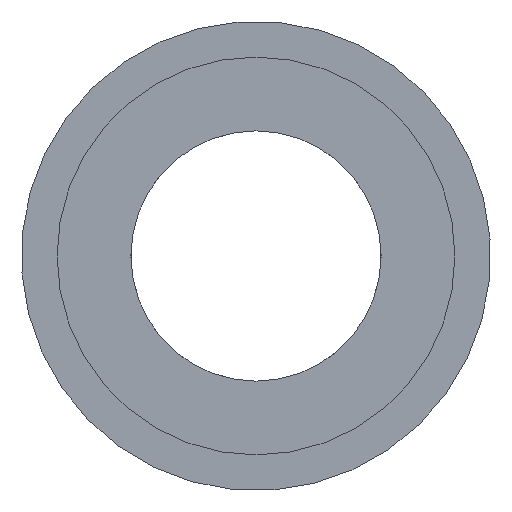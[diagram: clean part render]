
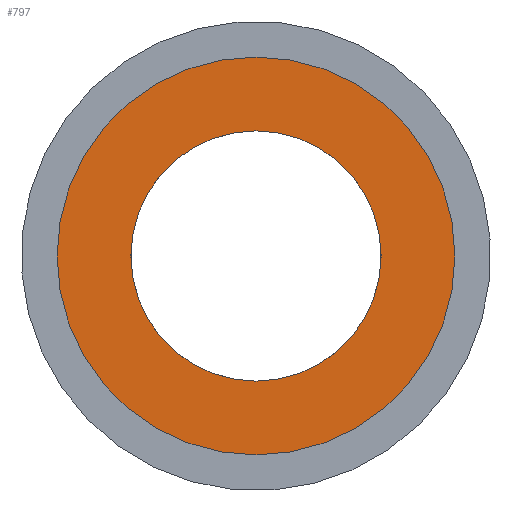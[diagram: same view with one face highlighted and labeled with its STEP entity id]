
A CAD part, front view. The second image highlights one B-rep face of the part: STEP entity #797.
In plain terms, the highlighted planar face has unit normal (0, -1, 0).
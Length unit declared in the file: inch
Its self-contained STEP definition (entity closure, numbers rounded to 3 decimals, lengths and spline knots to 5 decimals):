
#103 = ORIENTED_EDGE ( 'NONE', *, *, #167, .F. ) ;
#167 = EDGE_CURVE ( 'NONE', #1164, #2036, #3348, .T. ) ;
#193 = DIRECTION ( 'NONE',  ( 0., 1., 0. ) ) ;
#194 = EDGE_CURVE ( 'NONE', #2864, #1973, #264, .T. ) ;
#213 = FACE_OUTER_BOUND ( 'NONE', #259, .T. ) ;
#224 = CARTESIAN_POINT ( 'NONE',  ( 0., -0.00316, 0. ) ) ;
#259 = EDGE_LOOP ( 'NONE', ( #103, #2782 ) ) ;
#264 = CIRCLE ( 'NONE', #409, 0.1 ) ;
#284 = CARTESIAN_POINT ( 'NONE',  ( 0., -0.00316, 0. ) ) ;
#289 = DIRECTION ( 'NONE',  ( 0., 0., -1. ) ) ;
#409 = AXIS2_PLACEMENT_3D ( 'NONE', #2562, #2906, #1882 ) ;
#455 = CARTESIAN_POINT ( 'NONE',  ( 0., -0.00316, 0.159 ) ) ;
#539 = DIRECTION ( 'NONE',  ( 0., 0., 1. ) ) ;
#603 = CARTESIAN_POINT ( 'NONE',  ( 0., -0.00316, 0. ) ) ;
#693 = DIRECTION ( 'NONE',  ( 0., 0., 1. ) ) ;
#797 = ADVANCED_FACE ( 'NONE', ( #2475, #213 ), #833, .T. ) ;
#833 = PLANE ( 'NONE',  #2560 ) ;
#859 = DIRECTION ( 'NONE',  ( 0., -1., 0. ) ) ;
#1013 = DIRECTION ( 'NONE',  ( 0., 0., 1. ) ) ;
#1036 = ORIENTED_EDGE ( 'NONE', *, *, #2540, .T. ) ;
#1063 = CARTESIAN_POINT ( 'NONE',  ( 0., -0.00316, -0.1 ) ) ;
#1100 = CARTESIAN_POINT ( 'NONE',  ( 0., -0.00316, -0.159 ) ) ;
#1164 = VERTEX_POINT ( 'NONE', #455 ) ;
#1169 = EDGE_CURVE ( 'NONE', #2036, #1164, #2199, .T. ) ;
#1248 = CARTESIAN_POINT ( 'NONE',  ( 0., -0.00316, 0. ) ) ;
#1295 = CARTESIAN_POINT ( 'NONE',  ( 0., -0.00316, 0.1 ) ) ;
#1433 = AXIS2_PLACEMENT_3D ( 'NONE', #1248, #2084, #1013 ) ;
#1706 = EDGE_LOOP ( 'NONE', ( #2951, #1036 ) ) ;
#1882 = DIRECTION ( 'NONE',  ( 0., 0., 1. ) ) ;
#1973 = VERTEX_POINT ( 'NONE', #1063 ) ;
#2036 = VERTEX_POINT ( 'NONE', #1100 ) ;
#2084 = DIRECTION ( 'NONE',  ( 0., 1., 0. ) ) ;
#2173 = AXIS2_PLACEMENT_3D ( 'NONE', #284, #2892, #539 ) ;
#2199 = CIRCLE ( 'NONE', #3335, 0.159 ) ;
#2475 = FACE_BOUND ( 'NONE', #1706, .T. ) ;
#2540 = EDGE_CURVE ( 'NONE', #1973, #2864, #2991, .T. ) ;
#2560 = AXIS2_PLACEMENT_3D ( 'NONE', #603, #859, #289 ) ;
#2562 = CARTESIAN_POINT ( 'NONE',  ( 0., -0.00316, 0. ) ) ;
#2782 = ORIENTED_EDGE ( 'NONE', *, *, #1169, .F. ) ;
#2864 = VERTEX_POINT ( 'NONE', #1295 ) ;
#2892 = DIRECTION ( 'NONE',  ( 0., 1., 0. ) ) ;
#2906 = DIRECTION ( 'NONE',  ( 0., 1., 0. ) ) ;
#2951 = ORIENTED_EDGE ( 'NONE', *, *, #194, .T. ) ;
#2991 = CIRCLE ( 'NONE', #2173, 0.1 ) ;
#3335 = AXIS2_PLACEMENT_3D ( 'NONE', #224, #193, #693 ) ;
#3348 = CIRCLE ( 'NONE', #1433, 0.159 ) ;
